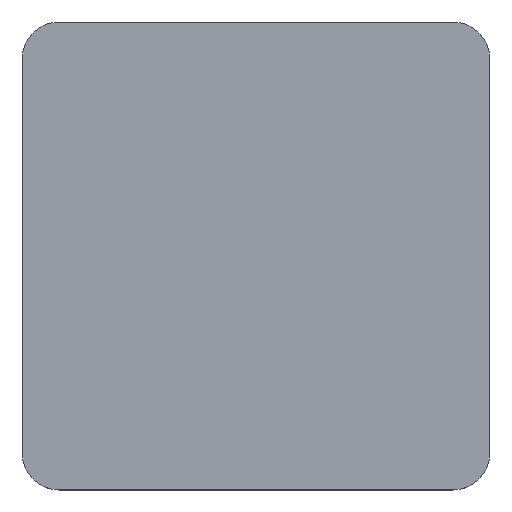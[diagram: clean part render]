
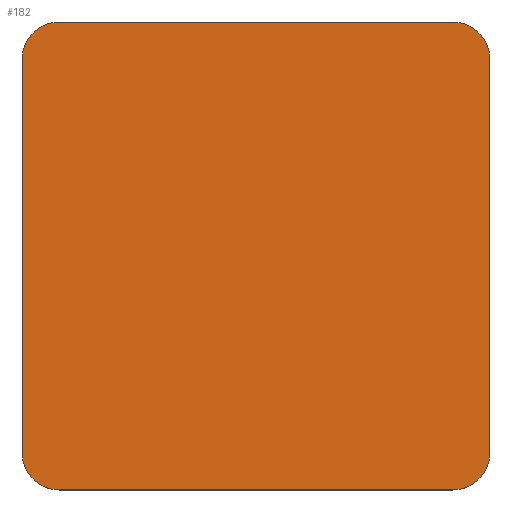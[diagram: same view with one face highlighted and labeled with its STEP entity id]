
A CAD part, top view. The second image highlights one B-rep face of the part: STEP entity #182.
In plain terms, the highlighted planar face has unit normal (0, 0, 1).
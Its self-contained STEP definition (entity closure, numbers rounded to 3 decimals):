
#20=PLANE('',#214);
#30=FACE_OUTER_BOUND('',#40,.T.);
#40=EDGE_LOOP('',(#161,#162,#163,#164,#165,#166,#167,#168));
#47=LINE('',#295,#63);
#53=LINE('',#310,#69);
#55=LINE('',#316,#71);
#56=LINE('',#318,#72);
#63=VECTOR('',#239,10.);
#69=VECTOR('',#255,10.);
#71=VECTOR('',#263,10.);
#72=VECTOR('',#266,10.);
#73=CIRCLE('',#198,18.);
#78=CIRCLE('',#206,18.);
#79=CIRCLE('',#208,18.);
#80=CIRCLE('',#211,18.);
#81=VERTEX_POINT('',#271);
#82=VERTEX_POINT('',#272);
#91=VERTEX_POINT('',#294);
#92=VERTEX_POINT('',#298);
#93=VERTEX_POINT('',#302);
#94=VERTEX_POINT('',#303);
#95=VERTEX_POINT('',#308);
#96=VERTEX_POINT('',#312);
#97=EDGE_CURVE('',#81,#82,#73,.T.);
#108=EDGE_CURVE('',#91,#82,#47,.T.);
#110=EDGE_CURVE('',#91,#92,#78,.T.);
#112=EDGE_CURVE('',#93,#94,#79,.T.);
#116=EDGE_CURVE('',#93,#95,#53,.T.);
#117=EDGE_CURVE('',#96,#95,#80,.T.);
#119=EDGE_CURVE('',#81,#94,#55,.T.);
#120=EDGE_CURVE('',#96,#92,#56,.T.);
#161=ORIENTED_EDGE('',*,*,#97,.F.);
#162=ORIENTED_EDGE('',*,*,#119,.T.);
#163=ORIENTED_EDGE('',*,*,#112,.F.);
#164=ORIENTED_EDGE('',*,*,#116,.T.);
#165=ORIENTED_EDGE('',*,*,#117,.F.);
#166=ORIENTED_EDGE('',*,*,#120,.T.);
#167=ORIENTED_EDGE('',*,*,#110,.F.);
#168=ORIENTED_EDGE('',*,*,#108,.T.);
#182=ADVANCED_FACE('',(#30),#20,.T.);
#198=AXIS2_PLACEMENT_3D('',#273,#219,#220);
#206=AXIS2_PLACEMENT_3D('',#299,#243,#244);
#208=AXIS2_PLACEMENT_3D('',#304,#248,#249);
#211=AXIS2_PLACEMENT_3D('',#313,#258,#259);
#214=AXIS2_PLACEMENT_3D('',#319,#267,#268);
#219=DIRECTION('center_axis',(0.,0.,-1.));
#220=DIRECTION('ref_axis',(0.707,0.707,0.));
#239=DIRECTION('',(0.,1.,0.));
#243=DIRECTION('center_axis',(0.,0.,-1.));
#244=DIRECTION('ref_axis',(0.707,-0.707,0.));
#248=DIRECTION('center_axis',(0.,0.,-1.));
#249=DIRECTION('ref_axis',(-0.707,0.707,0.));
#255=DIRECTION('',(0.,-1.,0.));
#258=DIRECTION('center_axis',(0.,0.,-1.));
#259=DIRECTION('ref_axis',(-0.707,-0.707,0.));
#263=DIRECTION('',(-1.,0.,0.));
#266=DIRECTION('',(1.,0.,0.));
#267=DIRECTION('center_axis',(0.,0.,1.));
#268=DIRECTION('ref_axis',(1.,0.,0.));
#271=CARTESIAN_POINT('',(207.,225.,18.));
#272=CARTESIAN_POINT('',(225.,207.,18.));
#273=CARTESIAN_POINT('Origin',(207.,207.,18.));
#294=CARTESIAN_POINT('',(225.,18.,18.));
#295=CARTESIAN_POINT('',(225.,0.,18.));
#298=CARTESIAN_POINT('',(207.,0.,18.));
#299=CARTESIAN_POINT('Origin',(207.,18.,18.));
#302=CARTESIAN_POINT('',(0.,207.,18.));
#303=CARTESIAN_POINT('',(18.,225.,18.));
#304=CARTESIAN_POINT('Origin',(18.,207.,18.));
#308=CARTESIAN_POINT('',(0.,18.,18.));
#310=CARTESIAN_POINT('',(0.,225.,18.));
#312=CARTESIAN_POINT('',(18.,0.,18.));
#313=CARTESIAN_POINT('Origin',(18.,18.,18.));
#316=CARTESIAN_POINT('',(225.,225.,18.));
#318=CARTESIAN_POINT('',(0.,0.,18.));
#319=CARTESIAN_POINT('Origin',(112.5,112.5,18.));
